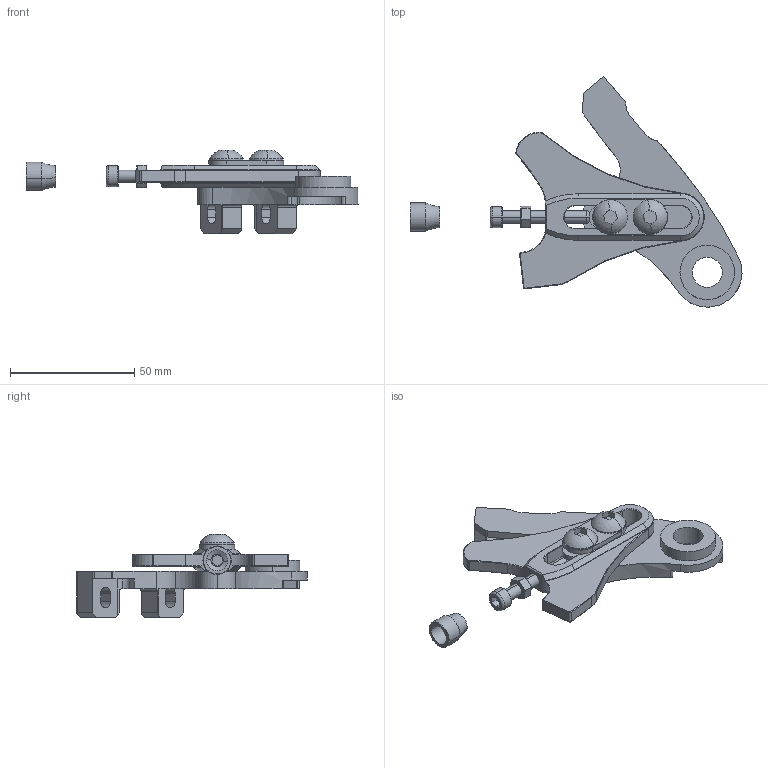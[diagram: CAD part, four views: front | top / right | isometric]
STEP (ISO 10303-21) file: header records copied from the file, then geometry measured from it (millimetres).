
FILE_DESCRIPTION (( 'STEP AP214' ), '1' );
FILE_NAME ('DR4041Flat.STEP', '2018-09-11T16:22:02', ( 'JeffCAD' ), ( 'Microsoft' ), 'SwSTEP 2.0', 'SolidWorks 2018', '' );
FILE_SCHEMA (( 'AUTOMOTIVE_DESIGN' ));
Length unit declared in the file: inch
Products named in the file (8): MS1013; DR4041; DS0004; DR4041Flat; MS5001; MS2016; MS2013; MS2012
Assembly tree (8 placements, depth 2):
  DR4041Flat
    DS0004
    DR4041
    MS1013
    MS2012  x2
    MS2013
    MS2016
    MS5001
Bounding box: 133.79 x 92.78 x 33.79 mm (x, y, z)
Volume: 36762.2 mm3; surface area: 21093.7 mm2
Topology: 8 solids, 8 shells, 296 faces, 727 edges, 452 vertices
Faces by surface type: cylinder 114, plane 107, cone 54, torus 17, sphere 4
Entity records: 8814 total; most frequent: CARTESIAN_POINT 1616, DIRECTION 1533, ORIENTED_EDGE 1382, EDGE_CURVE 691, AXIS2_PLACEMENT_3D 589, VERTEX_POINT 428, VECTOR 355, LINE 355
